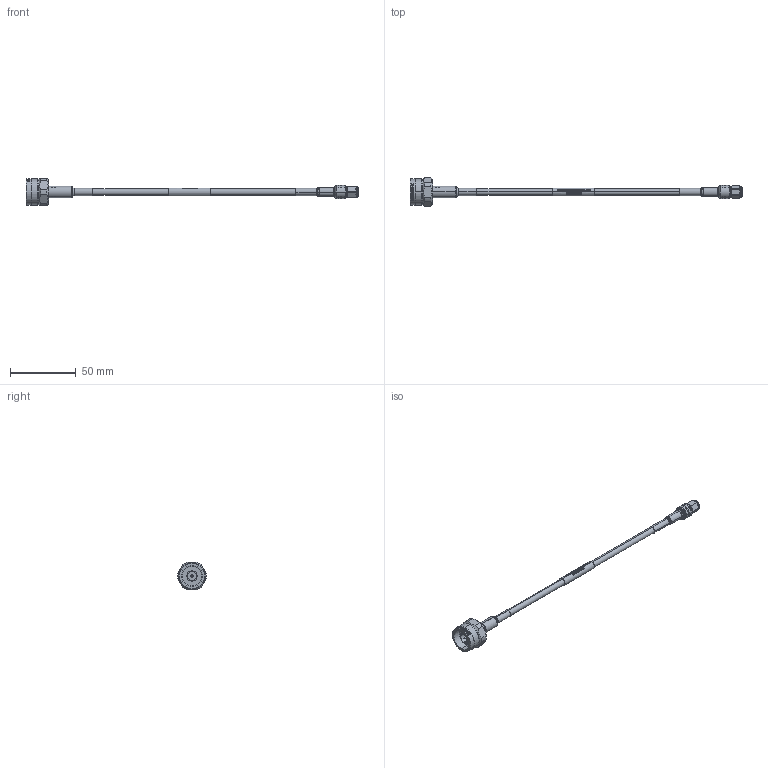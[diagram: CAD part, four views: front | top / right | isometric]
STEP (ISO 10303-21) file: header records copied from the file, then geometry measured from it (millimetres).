
FILE_DESCRIPTION (( 'STEP AP214' ), '1' );
FILE_NAME ('FMCA100146_3D.step', '2024-08-20T16:55:33', ( '' ), ( '' ), 'SwSTEP 2.0', 'SolidWorks 2022', '' );
FILE_SCHEMA (( 'AUTOMOTIVE_DESIGN' ));
Length unit declared in the file: inch
Products named in the file (12): Copy of TC-195-NMH-X_ferrule^TC-195-NMH-X_FMCA100146; TC-195-NMH-X^FMCA100146; Copy of TC-195-NMH-X_body^TC-195-NMH-X_FMCA100146; Copy of TC-195-SM-SS-X_ferrule^TC-195-SM-SS-X_FMCA100146; Copy of TC-195-SM-SS-X_c-contact^TC-195-SM-SS-X_FMCA100146; Copy of TC-195-NMH-X_insulator^TC-195-NMH-X_FMCA100146; FMCA100146_3D; Copy of TC-195-NMH-X_c-contact^TC-195-NMH-X_FMCA100146; TC-195-SM-SS-X^FMCA100146; TCOM-195-240-400-600 for cable assy^FMCA100146_TCOM-195; Copy of TC-195-SM-SS-X_body^TC-195-SM-SS-X_FMCA100146; Copy of FM Cable Assy Label^FMCA100146_D_195
Assembly tree (11 placements, depth 3):
  FMCA100146_3D
    TCOM-195-240-400-600 for cable assy^FMCA100146_TCOM-195
    Copy of FM Cable Assy Label^FMCA100146_D_195
    TC-195-NMH-X^FMCA100146
      Copy of TC-195-NMH-X_body^TC-195-NMH-X_FMCA100146
      Copy of TC-195-NMH-X_c-contact^TC-195-NMH-X_FMCA100146
      Copy of TC-195-NMH-X_insulator^TC-195-NMH-X_FMCA100146
      Copy of TC-195-NMH-X_ferrule^TC-195-NMH-X_FMCA100146
    TC-195-SM-SS-X^FMCA100146
      Copy of TC-195-SM-SS-X_body^TC-195-SM-SS-X_FMCA100146
      Copy of TC-195-SM-SS-X_c-contact^TC-195-SM-SS-X_FMCA100146
      Copy of TC-195-SM-SS-X_ferrule^TC-195-SM-SS-X_FMCA100146
Bounding box: 252.52 x 21.97 x 20.57 mm (x, y, z)
Volume: 9874.2 mm3; surface area: 13418.3 mm2
Topology: 9 solids, 13 shells, 1432 faces, 3671 edges, 2386 vertices
Faces by surface type: plane 848, bspline 223, cylinder 201, cone 126, torus 32, sphere 2
Entity records: 53569 total; most frequent: CARTESIAN_POINT 20874, ORIENTED_EDGE 7330, DIRECTION 5736, EDGE_CURVE 3665, VERTEX_POINT 2386, LINE 1978, VECTOR 1978, AXIS2_PLACEMENT_3D 1879
